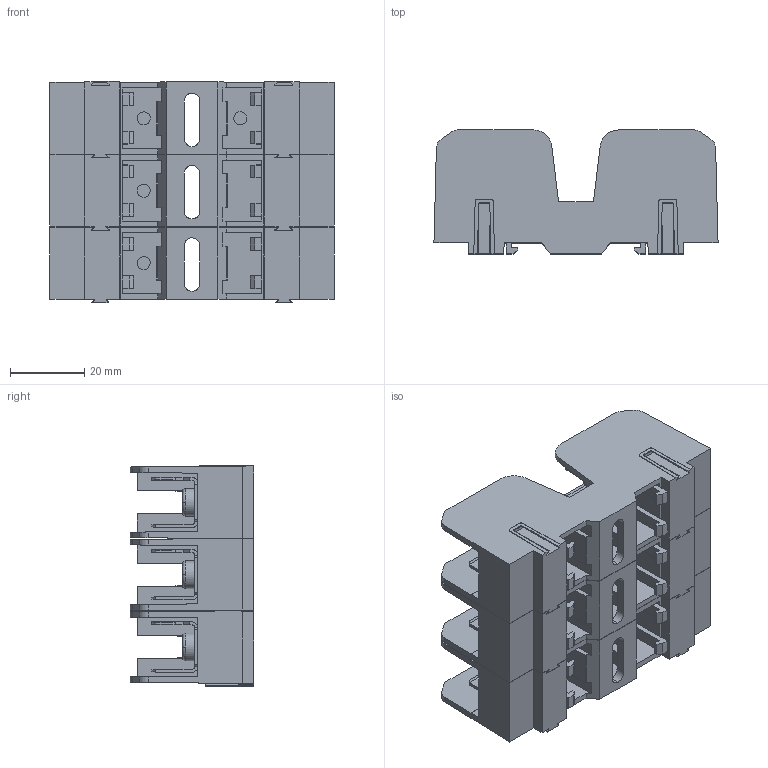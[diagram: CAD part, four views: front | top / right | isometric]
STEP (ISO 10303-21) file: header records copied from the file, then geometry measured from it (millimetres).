
FILE_DESCRIPTION (( 'STEP AP203' ), '1' );
FILE_NAME ('BCCMM603-3PQ.STEP', '2023-05-22T12:10:30', ( '' ), ( '' ), 'SwSTEP 2.0', 'SolidWorks 2021', '' );
FILE_SCHEMA (( 'CONFIG_CONTROL_DESIGN' ));
Length unit declared in the file: inch
Products named in the file (1): BCCMM603-3PQ
Bounding box: 76.57 x 33.33 x 59.58 mm (x, y, z)
Volume: 60920.5 mm3; surface area: 50124.2 mm2
Topology: 13 solids, 13 shells, 1461 faces, 4047 edges, 2646 vertices
Faces by surface type: plane 1026, cylinder 277, bspline 158
Entity records: 53398 total; most frequent: CARTESIAN_POINT 17185, ORIENTED_EDGE 8094, DIRECTION 6619, EDGE_CURVE 4047, LINE 3121, VECTOR 3121, VERTEX_POINT 2646, AXIS2_PLACEMENT_3D 1749
